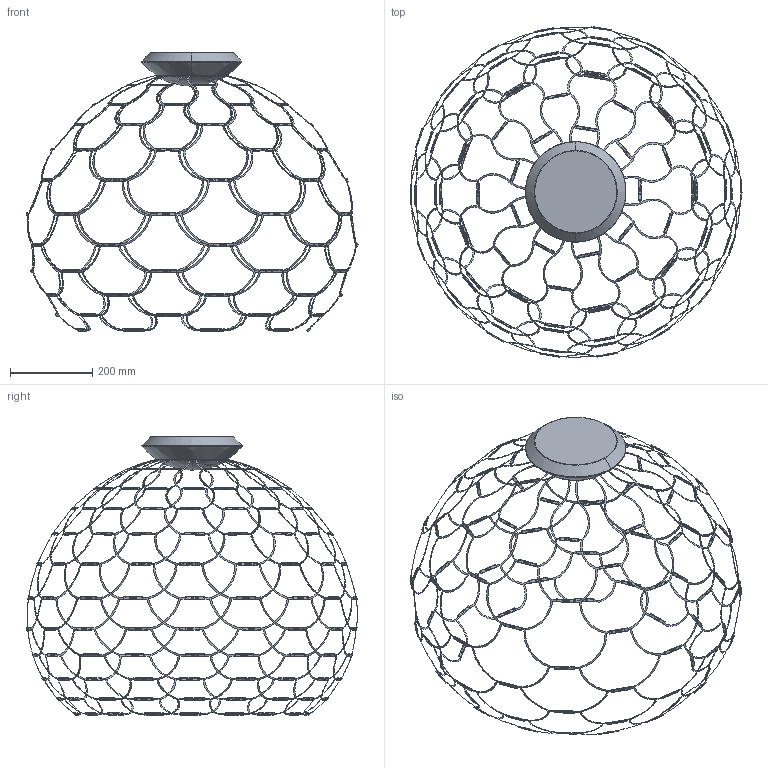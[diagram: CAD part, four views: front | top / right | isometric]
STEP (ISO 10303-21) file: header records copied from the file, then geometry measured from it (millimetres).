
FILE_DESCRIPTION(/* description */ (''),/* implementation_level */ '2;1');
FILE_NAME(/* name */ 'LA29E3~1',/* time_stamp */ '2021-04-13T11:01:16+02:00',/* author */ (''),/* organization */ (''),/* preprocessor_version */ 'ST-DEVELOPER v15',/* originating_system */ '',/* authorisation */ '');
FILE_SCHEMA (('AUTOMOTIVE_DESIGN'));
Length unit declared in the file: millimetre
Products named in the file (1): Document
Bounding box: 805.11 x 802.11 x 675.4 mm (x, y, z)
Volume: 2438482 mm3; surface area: 310863 mm2
Topology: 100 solids, 316 shells, 1622 faces, 4739 edges, 3532 vertices
Faces by surface type: plane 1587, bspline 35
Entity records: 51732 total; most frequent: CARTESIAN_POINT 18063, ORIENTED_EDGE 7546, EDGE_CURVE 4736, B_SPLINE_CURVE_WITH_KNOTS 4702, VERTEX_POINT 3532, EDGE_LOOP 1624, ADVANCED_FACE 1622, FACE_OUTER_BOUND 1622
